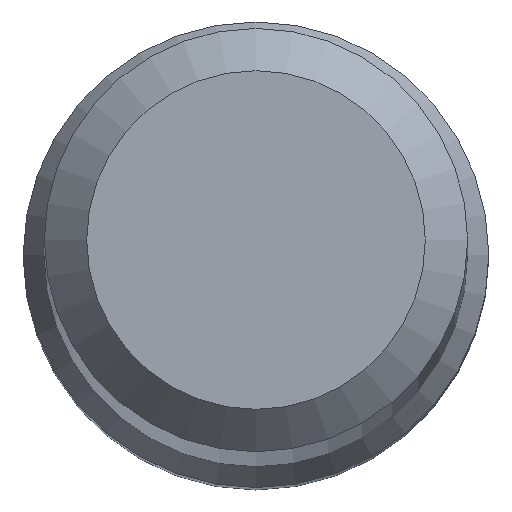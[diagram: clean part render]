
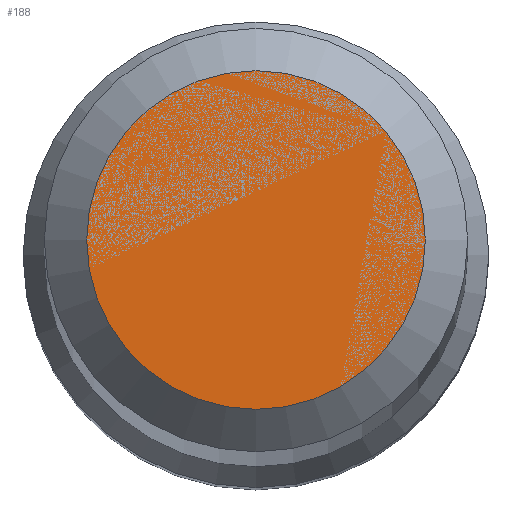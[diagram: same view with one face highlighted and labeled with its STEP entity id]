
A CAD part, top view. The second image highlights one B-rep face of the part: STEP entity #188.
In plain terms, the highlighted planar face has unit normal (0, 0, 1).
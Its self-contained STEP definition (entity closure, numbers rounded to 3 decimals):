
#29 = FACE_OUTER_BOUND ( 'NONE', #169, .T. ) ;
#32 = CIRCLE ( 'NONE', #211, 1.2 ) ;
#81 = DIRECTION ( 'NONE',  ( 0., 1., 0. ) ) ;
#85 = CARTESIAN_POINT ( 'NONE',  ( 0., 0., 70. ) ) ;
#100 = EDGE_CURVE ( 'NONE', #102, #102, #32, .T. ) ;
#101 = CARTESIAN_POINT ( 'NONE',  ( 0., 0., 70. ) ) ;
#102 = VERTEX_POINT ( 'NONE', #268 ) ;
#169 = EDGE_LOOP ( 'NONE', ( #213 ) ) ;
#177 = AXIS2_PLACEMENT_3D ( 'NONE', #85, #185, #254 ) ;
#185 = DIRECTION ( 'NONE',  ( 0., 0., -1. ) ) ;
#188 = ADVANCED_FACE ( 'NONE', ( #29 ), #205, .F. ) ;
#202 = DIRECTION ( 'NONE',  ( 0., 0., -1. ) ) ;
#205 = PLANE ( 'NONE',  #177 ) ;
#211 = AXIS2_PLACEMENT_3D ( 'NONE', #101, #202, #81 ) ;
#213 = ORIENTED_EDGE ( 'NONE', *, *, #100, .F. ) ;
#254 = DIRECTION ( 'NONE',  ( 0., 1., 0. ) ) ;
#268 = CARTESIAN_POINT ( 'NONE',  ( 0., 1.2, 70. ) ) ;
